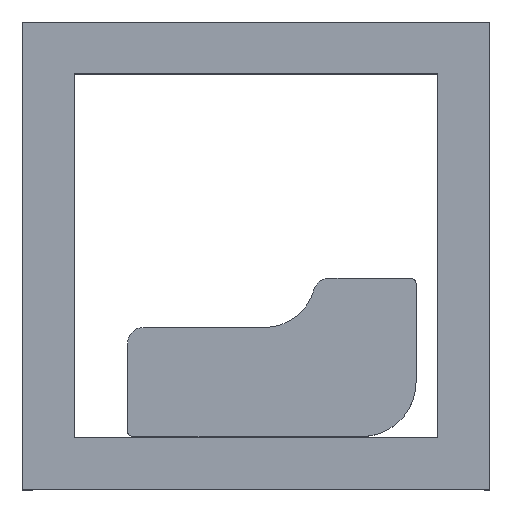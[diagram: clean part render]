
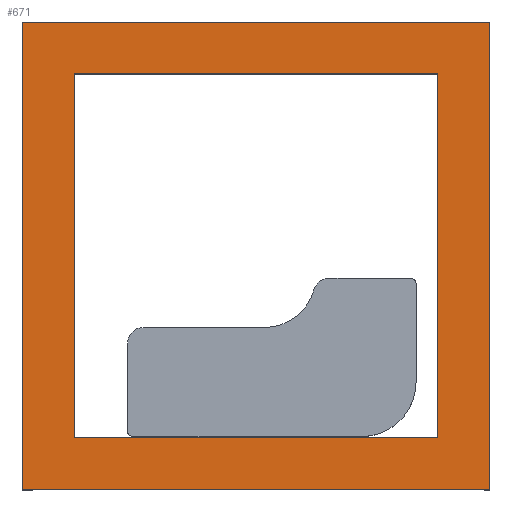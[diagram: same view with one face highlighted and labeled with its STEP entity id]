
A CAD part, top view. The second image highlights one B-rep face of the part: STEP entity #671.
In plain terms, the highlighted planar face has unit normal (0, 0, 1).
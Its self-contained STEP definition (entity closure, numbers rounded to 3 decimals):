
#38=FACE_BOUND('',#100,.T.);
#59=FACE_OUTER_BOUND('',#99,.T.);
#99=EDGE_LOOP('',(#534,#535,#536,#537));
#100=EDGE_LOOP('',(#538,#539,#540,#541));
#150=LINE('',#992,#231);
#152=LINE('',#996,#233);
#153=LINE('',#999,#234);
#155=LINE('',#1002,#236);
#164=LINE('',#1023,#245);
#168=LINE('',#1029,#249);
#172=LINE('',#1036,#253);
#176=LINE('',#1041,#257);
#231=VECTOR('',#793,1000.);
#233=VECTOR('',#797,1000.);
#234=VECTOR('',#800,1000.);
#236=VECTOR('',#804,1000.);
#245=VECTOR('',#821,1000.);
#249=VECTOR('',#827,1000.);
#253=VECTOR('',#835,1000.);
#257=VECTOR('',#841,1000.);
#305=VERTEX_POINT('',#988);
#306=VERTEX_POINT('',#990);
#307=VERTEX_POINT('',#994);
#308=VERTEX_POINT('',#998);
#315=VERTEX_POINT('',#1021);
#316=VERTEX_POINT('',#1022);
#317=VERTEX_POINT('',#1028);
#318=VERTEX_POINT('',#1035);
#374=EDGE_CURVE('',#305,#306,#150,.T.);
#376=EDGE_CURVE('',#307,#305,#152,.T.);
#377=EDGE_CURVE('',#308,#306,#153,.T.);
#379=EDGE_CURVE('',#308,#307,#155,.T.);
#388=EDGE_CURVE('',#315,#316,#164,.T.);
#392=EDGE_CURVE('',#316,#317,#168,.T.);
#396=EDGE_CURVE('',#318,#317,#172,.T.);
#400=EDGE_CURVE('',#315,#318,#176,.T.);
#534=ORIENTED_EDGE('',*,*,#377,.F.);
#535=ORIENTED_EDGE('',*,*,#379,.T.);
#536=ORIENTED_EDGE('',*,*,#376,.T.);
#537=ORIENTED_EDGE('',*,*,#374,.T.);
#538=ORIENTED_EDGE('',*,*,#388,.F.);
#539=ORIENTED_EDGE('',*,*,#400,.T.);
#540=ORIENTED_EDGE('',*,*,#396,.T.);
#541=ORIENTED_EDGE('',*,*,#392,.F.);
#640=PLANE('',#711);
#671=ADVANCED_FACE('',(#59,#38),#640,.T.);
#711=AXIS2_PLACEMENT_3D('',#1042,#842,#843);
#793=DIRECTION('',(0.,-1.,0.));
#797=DIRECTION('',(-1.,0.,0.));
#800=DIRECTION('',(-1.,0.,0.));
#804=DIRECTION('',(0.,1.,0.));
#821=DIRECTION('',(-1.,0.,0.));
#827=DIRECTION('',(0.,-1.,0.));
#835=DIRECTION('',(-1.,0.,0.));
#841=DIRECTION('',(0.,-1.,0.));
#842=DIRECTION('center_axis',(0.,0.,
1.));
#843=DIRECTION('ref_axis',(-1.,0.,0.));
#988=CARTESIAN_POINT('',(-9.,9.,0.));
#990=CARTESIAN_POINT('',(-9.,-9.,0.));
#992=CARTESIAN_POINT('',(-9.,-9.6,0.));
#994=CARTESIAN_POINT('',(9.,9.,0.));
#996=CARTESIAN_POINT('',(9.6,9.,0.));
#998=CARTESIAN_POINT('',(9.,-9.,0.));
#999=CARTESIAN_POINT('',(9.6,-9.,0.));
#1002=CARTESIAN_POINT('',(9.,-9.6,0.));
#1021=CARTESIAN_POINT('',(7.,7.,0.));
#1022=CARTESIAN_POINT('',(-7.,7.,0.));
#1023=CARTESIAN_POINT('',(7.2,7.,0.));
#1028=CARTESIAN_POINT('',(-7.,-7.,0.));
#1029=CARTESIAN_POINT('',(-7.,-7.2,0.));
#1035=CARTESIAN_POINT('',(7.,-7.,0.));
#1036=CARTESIAN_POINT('',(7.2,-7.,0.));
#1041=CARTESIAN_POINT('',(7.,-7.2,0.));
#1042=CARTESIAN_POINT('Origin',(9.6,-9.6,0.));
